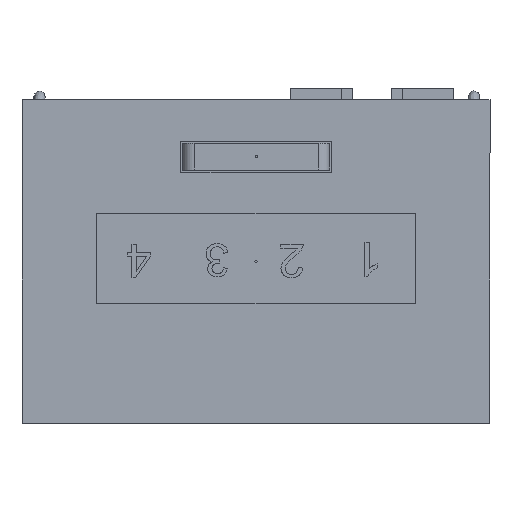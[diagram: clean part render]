
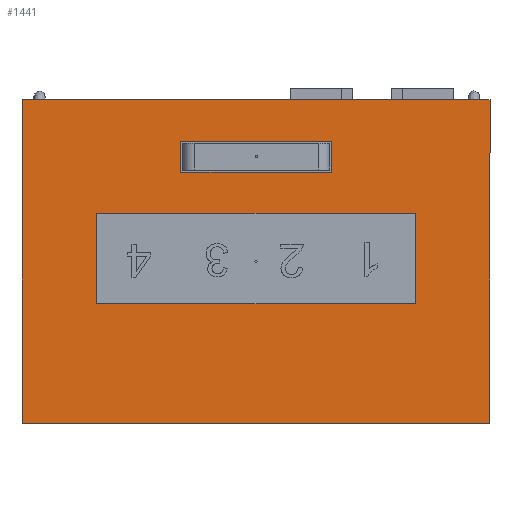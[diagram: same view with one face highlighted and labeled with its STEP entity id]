
A CAD part, top view. The second image highlights one B-rep face of the part: STEP entity #1441.
In plain terms, the highlighted planar face has unit normal (0, 0, 1).
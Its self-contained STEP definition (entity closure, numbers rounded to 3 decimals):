
#1441 = ADVANCED_FACE( '', ( #3023, #3024, #3025 ), #3026, .F. );
#3023 = FACE_BOUND( '', #6759, .T. );
#3024 = FACE_BOUND( '', #6760, .T. );
#3025 = FACE_OUTER_BOUND( '', #6761, .T. );
#3026 = PLANE( '', #6762 );
#6759 = EDGE_LOOP( '', ( #15085, #15086, #15087, #15088 ) );
#6760 = EDGE_LOOP( '', ( #15089, #15090, #15091, #15092 ) );
#6761 = EDGE_LOOP( '', ( #15093, #15094, #15095, #15096 ) );
#6762 = AXIS2_PLACEMENT_3D( '', #15097, #15098, #15099 );
#15085 = ORIENTED_EDGE( '', *, *, #18362, .F. );
#15086 = ORIENTED_EDGE( '', *, *, #19067, .F. );
#15087 = ORIENTED_EDGE( '', *, *, #19361, .F. );
#15088 = ORIENTED_EDGE( '', *, *, #18483, .F. );
#15089 = ORIENTED_EDGE( '', *, *, #19362, .F. );
#15090 = ORIENTED_EDGE( '', *, *, #19106, .F. );
#15091 = ORIENTED_EDGE( '', *, *, #19363, .F. );
#15092 = ORIENTED_EDGE( '', *, *, #18186, .F. );
#15093 = ORIENTED_EDGE( '', *, *, #19364, .F. );
#15094 = ORIENTED_EDGE( '', *, *, #18202, .F. );
#15095 = ORIENTED_EDGE( '', *, *, #19314, .T. );
#15096 = ORIENTED_EDGE( '', *, *, #19365, .T. );
#15097 = CARTESIAN_POINT( '', ( 27.94, -14.478, 3.048 ) );
#15098 = DIRECTION( '', ( 0., 0., -1. ) );
#15099 = DIRECTION( '', ( -1., 0., 0. ) );
#18186 = EDGE_CURVE( '', #20195, #20197, #20198, .T. );
#18202 = EDGE_CURVE( '', #20224, #20226, #20227, .T. );
#18362 = EDGE_CURVE( '', #20508, #20510, #20511, .T. );
#18483 = EDGE_CURVE( '', #20510, #20715, #20716, .T. );
#19067 = EDGE_CURVE( '', #21671, #20508, #21673, .F. );
#19106 = EDGE_CURVE( '', #21734, #21736, #21737, .T. );
#19314 = EDGE_CURVE( '', #20224, #22056, #22057, .T. );
#19361 = EDGE_CURVE( '', #20715, #21671, #22125, .T. );
#19362 = EDGE_CURVE( '', #21736, #20195, #22126, .T. );
#19363 = EDGE_CURVE( '', #20197, #21734, #22127, .T. );
#19364 = EDGE_CURVE( '', #20226, #22128, #22129, .T. );
#19365 = EDGE_CURVE( '', #22056, #22128, #22130, .T. );
#20195 = VERTEX_POINT( '', #23294 );
#20197 = VERTEX_POINT( '', #23297 );
#20198 = LINE( '', #23298, #23299 );
#20224 = VERTEX_POINT( '', #23336 );
#20226 = VERTEX_POINT( '', #23339 );
#20227 = LINE( '', #23340, #23341 );
#20508 = VERTEX_POINT( '', #23928 );
#20510 = VERTEX_POINT( '', #23931 );
#20511 = LINE( '', #23932, #23933 );
#20715 = VERTEX_POINT( '', #24231 );
#20716 = LINE( '', #24232, #24233 );
#21671 = VERTEX_POINT( '', #26645 );
#21673 = LINE( '', #26648, #26649 );
#21734 = VERTEX_POINT( '', #26752 );
#21736 = VERTEX_POINT( '', #26755 );
#21737 = LINE( '', #26756, #26757 );
#22056 = VERTEX_POINT( '', #27255 );
#22057 = LINE( '', #27256, #27257 );
#22125 = LINE( '', #27448, #27449 );
#22126 = LINE( '', #27450, #27451 );
#22127 = LINE( '', #27452, #27453 );
#22128 = VERTEX_POINT( '', #27454 );
#22129 = LINE( '', #27455, #27456 );
#22130 = LINE( '', #27457, #27458 );
#23294 = CARTESIAN_POINT( '', ( -14.25, -4.3, 3.048 ) );
#23297 = CARTESIAN_POINT( '', ( 14.25, -4.3, 3.048 ) );
#23298 = CARTESIAN_POINT( '', ( -21.971, -4.3, 3.048 ) );
#23299 = VECTOR( '', #30572, 1000. );
#23336 = CARTESIAN_POINT( '', ( 20.955, 14.48, 3.048 ) );
#23339 = CARTESIAN_POINT( '', ( 20.955, -14.48, 3.048 ) );
#23340 = CARTESIAN_POINT( '', ( 20.955, 14.48, 3.048 ) );
#23341 = VECTOR( '', #30585, 1000. );
#23928 = CARTESIAN_POINT( '', ( 6.732, -10.767, 3.048 ) );
#23931 = CARTESIAN_POINT( '', ( 6.732, -7.976, 3.048 ) );
#23932 = CARTESIAN_POINT( '', ( 6.732, -10.77, 3.048 ) );
#23933 = VECTOR( '', #30744, 1000. );
#24231 = CARTESIAN_POINT( '', ( -6.781, -7.976, 3.048 ) );
#24232 = CARTESIAN_POINT( '', ( 6.862, -7.976, 3.048 ) );
#24233 = VECTOR( '', #30878, 1000. );
#26645 = CARTESIAN_POINT( '', ( -6.781, -10.767, 3.048 ) );
#26648 = CARTESIAN_POINT( '', ( 23.749, -10.767, 3.048 ) );
#26649 = VECTOR( '', #31533, 1000. );
#26752 = CARTESIAN_POINT( '', ( 14.25, 3.8, 3.048 ) );
#26755 = CARTESIAN_POINT( '', ( -14.25, 3.8, 3.048 ) );
#26756 = CARTESIAN_POINT( '', ( 21.971, 3.8, 3.048 ) );
#26757 = VECTOR( '', #31572, 1000. );
#27255 = CARTESIAN_POINT( '', ( -20.955, 14.48, 3.048 ) );
#27256 = CARTESIAN_POINT( '', ( 22.61, 14.48, 3.048 ) );
#27257 = VECTOR( '', #31807, 1000. );
#27448 = CARTESIAN_POINT( '', ( -6.781, -7.976, 3.048 ) );
#27449 = VECTOR( '', #31859, 1000. );
#27450 = CARTESIAN_POINT( '', ( -14.25, 8.788, 3.048 ) );
#27451 = VECTOR( '', #31860, 1000. );
#27452 = CARTESIAN_POINT( '', ( 14.25, -4.928, 3.048 ) );
#27453 = VECTOR( '', #31861, 1000. );
#27454 = CARTESIAN_POINT( '', ( -20.955, -14.48, 3.048 ) );
#27455 = CARTESIAN_POINT( '', ( 22.61, -14.48, 3.048 ) );
#27456 = VECTOR( '', #31862, 1000. );
#27457 = CARTESIAN_POINT( '', ( -20.955, 14.48, 3.048 ) );
#27458 = VECTOR( '', #31863, 1000. );
#30572 = DIRECTION( '', ( 1., 0., 0. ) );
#30585 = DIRECTION( '', ( 0., -1., 0. ) );
#30744 = DIRECTION( '', ( 0., 1., 0. ) );
#30878 = DIRECTION( '', ( -1., 0., 0. ) );
#31533 = DIRECTION( '', ( -1., 0., 0. ) );
#31572 = DIRECTION( '', ( -1., 0., 0. ) );
#31807 = DIRECTION( '', ( -1., 0., 0. ) );
#31859 = DIRECTION( '', ( 0., -1., 0. ) );
#31860 = DIRECTION( '', ( 0., -1., 0. ) );
#31861 = DIRECTION( '', ( 0., 1., 0. ) );
#31862 = DIRECTION( '', ( -1., 0., 0. ) );
#31863 = DIRECTION( '', ( 0., -1., 0. ) );
